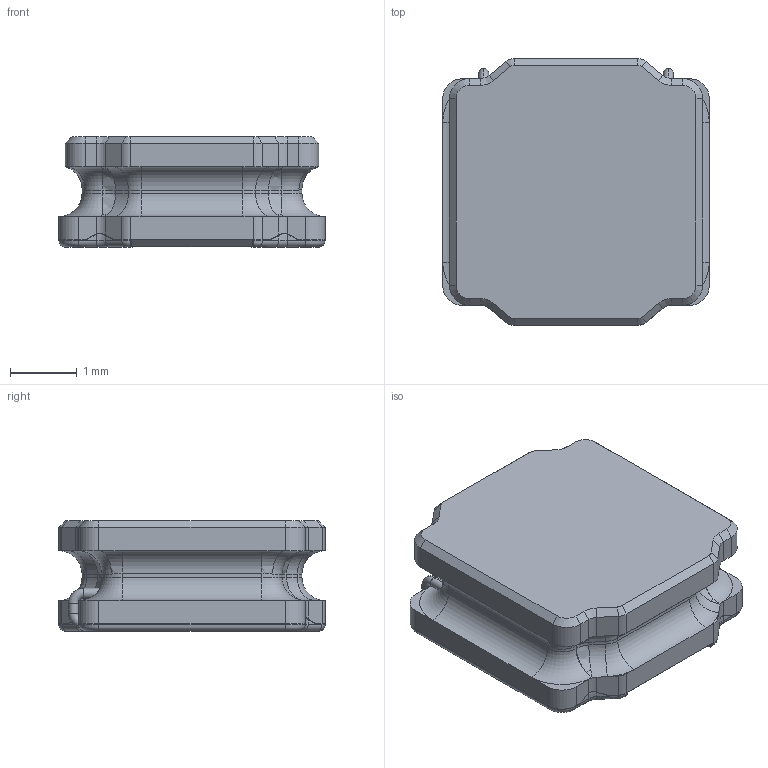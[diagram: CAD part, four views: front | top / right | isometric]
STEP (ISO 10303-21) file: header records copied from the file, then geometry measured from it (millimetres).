
FILE_DESCRIPTION (( 'STEP AP214' ), '1' );
FILE_NAME ('IND-SMD_L4.0-W4.0-H1.65.STEP', '2025-09-03T07:40:40', ( '' ), ( '' ), 'SwSTEP 2.0', 'SolidWorks 2021', '' );
FILE_SCHEMA (( 'AUTOMOTIVE_DESIGN' ));
Length unit declared in the file: millimetre
Products named in the file (1): IND-SMD_L4.0-W4.0-H1.65
Bounding box: 4 x 4 x 1.66 mm (x, y, z)
Volume: 21.3 mm3; surface area: 55.9 mm2
Topology: 1 solids, 1 shells, 523 faces, 1338 edges, 826 vertices
Faces by surface type: plane 232, bspline 126, cylinder 91, torus 38, cone 36
Entity records: 22480 total; most frequent: CARTESIAN_POINT 5022, ORIENTED_EDGE 2664, DIRECTION 2034, EDGE_CURVE 1332, VERTEX_POINT 826, LINE 768, VECTOR 768, AXIS2_PLACEMENT_3D 633
